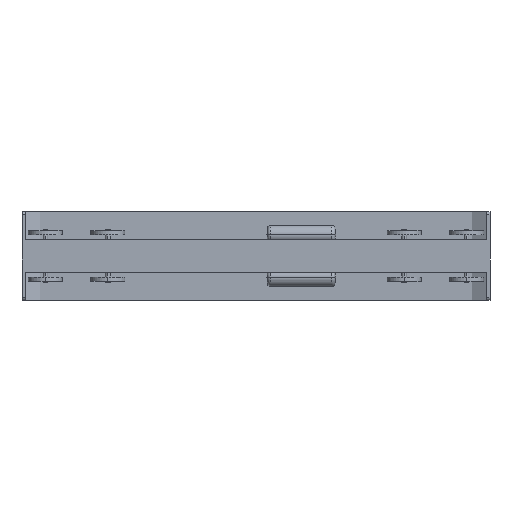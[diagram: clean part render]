
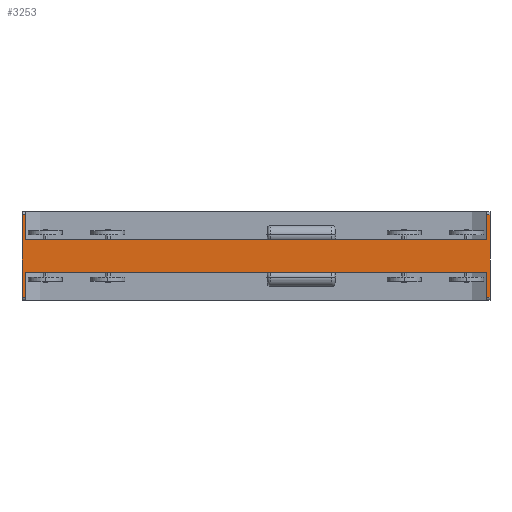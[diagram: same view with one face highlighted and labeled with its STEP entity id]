
A CAD part, top view. The second image highlights one B-rep face of the part: STEP entity #3253.
In plain terms, the highlighted planar face has unit normal (0, 0, 1).
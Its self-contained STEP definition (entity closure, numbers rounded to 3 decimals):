
#85 = EDGE_CURVE ( 'NONE', #749, #3068, #1670, .T. ) ;
#109 = DIRECTION ( 'NONE',  ( 0., -1., 0. ) ) ;
#150 = CARTESIAN_POINT ( 'NONE',  ( -15700., -525., -450. ) ) ;
#184 = ORIENTED_EDGE ( 'NONE', *, *, #2312, .F. ) ;
#310 = CARTESIAN_POINT ( 'NONE',  ( -900., -525., -450. ) ) ;
#383 = CARTESIAN_POINT ( 'NONE',  ( -900., 525., -450. ) ) ;
#395 = DIRECTION ( 'NONE',  ( 1., 0., 0. ) ) ;
#413 = VECTOR ( 'NONE', #3209, 1000. ) ;
#431 = EDGE_CURVE ( 'NONE', #919, #506, #3801, .T. ) ;
#476 = CARTESIAN_POINT ( 'NONE',  ( -15800., 1325., -450. ) ) ;
#506 = VERTEX_POINT ( 'NONE', #383 ) ;
#514 = CARTESIAN_POINT ( 'NONE',  ( -15700., 1325., -450. ) ) ;
#626 = ORIENTED_EDGE ( 'NONE', *, *, #1250, .F. ) ;
#726 = VERTEX_POINT ( 'NONE', #1575 ) ;
#738 = VECTOR ( 'NONE', #1463, 1000. ) ;
#749 = VERTEX_POINT ( 'NONE', #3937 ) ;
#751 = LINE ( 'NONE', #3552, #1103 ) ;
#754 = EDGE_CURVE ( 'NONE', #2814, #1480, #950, .T. ) ;
#761 = LINE ( 'NONE', #3479, #1994 ) ;
#826 = EDGE_CURVE ( 'NONE', #3068, #2675, #761, .T. ) ;
#831 = DIRECTION ( 'NONE',  ( 1., 0., 0. ) ) ;
#862 = ORIENTED_EDGE ( 'NONE', *, *, #826, .T. ) ;
#869 = LINE ( 'NONE', #1807, #1704 ) ;
#919 = VERTEX_POINT ( 'NONE', #1451 ) ;
#924 = DIRECTION ( 'NONE',  ( 0., -1., 0. ) ) ;
#950 = LINE ( 'NONE', #1234, #3231 ) ;
#951 = CARTESIAN_POINT ( 'NONE',  ( -15700., 525., -450. ) ) ;
#1035 = ORIENTED_EDGE ( 'NONE', *, *, #431, .F. ) ;
#1090 = DIRECTION ( 'NONE',  ( 0., 0., 1. ) ) ;
#1103 = VECTOR ( 'NONE', #2629, 1000. ) ;
#1147 = ORIENTED_EDGE ( 'NONE', *, *, #2744, .F. ) ;
#1212 = CARTESIAN_POINT ( 'NONE',  ( -900., 1325., -450. ) ) ;
#1234 = CARTESIAN_POINT ( 'NONE',  ( -15800., 1325., -450. ) ) ;
#1250 = EDGE_CURVE ( 'NONE', #506, #2814, #751, .T. ) ;
#1306 = CARTESIAN_POINT ( 'NONE',  ( -800., -1325., -450. ) ) ;
#1378 = VECTOR ( 'NONE', #3590, 1000. ) ;
#1451 = CARTESIAN_POINT ( 'NONE',  ( -15700., 525., -450. ) ) ;
#1463 = DIRECTION ( 'NONE',  ( 0., -1., 0. ) ) ;
#1480 = VERTEX_POINT ( 'NONE', #3383 ) ;
#1575 = CARTESIAN_POINT ( 'NONE',  ( -900., -525., -450. ) ) ;
#1581 = VERTEX_POINT ( 'NONE', #2906 ) ;
#1639 = CARTESIAN_POINT ( 'NONE',  ( -15700., -1325., -450. ) ) ;
#1670 = LINE ( 'NONE', #476, #2876 ) ;
#1704 = VECTOR ( 'NONE', #3342, 1000. ) ;
#1748 = CARTESIAN_POINT ( 'NONE',  ( -900., -1325., -450. ) ) ;
#1754 = VERTEX_POINT ( 'NONE', #514 ) ;
#1795 = ORIENTED_EDGE ( 'NONE', *, *, #3900, .T. ) ;
#1807 = CARTESIAN_POINT ( 'NONE',  ( -8300., -525., -450. ) ) ;
#1824 = LINE ( 'NONE', #3941, #738 ) ;
#1920 = CARTESIAN_POINT ( 'NONE',  ( -8300., 525., -450. ) ) ;
#1944 = CARTESIAN_POINT ( 'NONE',  ( -15800., -1325., -450. ) ) ;
#1994 = VECTOR ( 'NONE', #395, 1000. ) ;
#2005 = EDGE_CURVE ( 'NONE', #1581, #726, #869, .T. ) ;
#2073 = ORIENTED_EDGE ( 'NONE', *, *, #2198, .F. ) ;
#2131 = EDGE_CURVE ( 'NONE', #2822, #2989, #2678, .T. ) ;
#2198 = EDGE_CURVE ( 'NONE', #1581, #2675, #2654, .T. ) ;
#2237 = LINE ( 'NONE', #951, #3504 ) ;
#2297 = DIRECTION ( 'NONE',  ( 1., 0., 0. ) ) ;
#2312 = EDGE_CURVE ( 'NONE', #1480, #2989, #1824, .T. ) ;
#2343 = CARTESIAN_POINT ( 'NONE',  ( -15800., 1325., -450. ) ) ;
#2474 = LINE ( 'NONE', #310, #3247 ) ;
#2612 = ORIENTED_EDGE ( 'NONE', *, *, #2131, .T. ) ;
#2627 = FACE_OUTER_BOUND ( 'NONE', #3720, .T. ) ;
#2629 = DIRECTION ( 'NONE',  ( 0., 1., 0. ) ) ;
#2654 = LINE ( 'NONE', #150, #413 ) ;
#2675 = VERTEX_POINT ( 'NONE', #1639 ) ;
#2678 = LINE ( 'NONE', #2921, #3390 ) ;
#2744 = EDGE_CURVE ( 'NONE', #749, #1754, #3889, .T. ) ;
#2814 = VERTEX_POINT ( 'NONE', #1212 ) ;
#2822 = VERTEX_POINT ( 'NONE', #1748 ) ;
#2861 = AXIS2_PLACEMENT_3D ( 'NONE', #3872, #1090, #3571 ) ;
#2876 = VECTOR ( 'NONE', #109, 1000. ) ;
#2906 = CARTESIAN_POINT ( 'NONE',  ( -15700., -525., -450. ) ) ;
#2921 = CARTESIAN_POINT ( 'NONE',  ( -15800., -1325., -450. ) ) ;
#2930 = EDGE_CURVE ( 'NONE', #726, #2822, #2474, .T. ) ;
#2989 = VERTEX_POINT ( 'NONE', #1306 ) ;
#3068 = VERTEX_POINT ( 'NONE', #1944 ) ;
#3161 = DIRECTION ( 'NONE',  ( 1., 0., 0. ) ) ;
#3193 = VECTOR ( 'NONE', #3161, 1000. ) ;
#3200 = ORIENTED_EDGE ( 'NONE', *, *, #2005, .T. ) ;
#3201 = PLANE ( 'NONE',  #2861 ) ;
#3209 = DIRECTION ( 'NONE',  ( 0., -1., 0. ) ) ;
#3231 = VECTOR ( 'NONE', #831, 1000. ) ;
#3247 = VECTOR ( 'NONE', #924, 1000. ) ;
#3253 = ADVANCED_FACE ( 'NONE', ( #2627 ), #3201, .T. ) ;
#3298 = ORIENTED_EDGE ( 'NONE', *, *, #2930, .T. ) ;
#3342 = DIRECTION ( 'NONE',  ( 1., 0., 0. ) ) ;
#3383 = CARTESIAN_POINT ( 'NONE',  ( -800., 1325., -450. ) ) ;
#3390 = VECTOR ( 'NONE', #2297, 1000. ) ;
#3416 = ORIENTED_EDGE ( 'NONE', *, *, #754, .F. ) ;
#3479 = CARTESIAN_POINT ( 'NONE',  ( -15800., -1325., -450. ) ) ;
#3480 = DIRECTION ( 'NONE',  ( 0., 1., 0. ) ) ;
#3504 = VECTOR ( 'NONE', #3480, 1000. ) ;
#3552 = CARTESIAN_POINT ( 'NONE',  ( -900., 525., -450. ) ) ;
#3571 = DIRECTION ( 'NONE',  ( 1., 0., 0. ) ) ;
#3590 = DIRECTION ( 'NONE',  ( 1., 0., 0. ) ) ;
#3720 = EDGE_LOOP ( 'NONE', ( #2073, #3200, #3298, #2612, #184, #3416, #626, #1035, #1795, #1147, #3987, #862 ) ) ;
#3801 = LINE ( 'NONE', #1920, #3193 ) ;
#3872 = CARTESIAN_POINT ( 'NONE',  ( -15800., 1325., -450. ) ) ;
#3889 = LINE ( 'NONE', #2343, #1378 ) ;
#3900 = EDGE_CURVE ( 'NONE', #919, #1754, #2237, .T. ) ;
#3937 = CARTESIAN_POINT ( 'NONE',  ( -15800., 1325., -450. ) ) ;
#3941 = CARTESIAN_POINT ( 'NONE',  ( -800., 1325., -450. ) ) ;
#3987 = ORIENTED_EDGE ( 'NONE', *, *, #85, .T. ) ;
